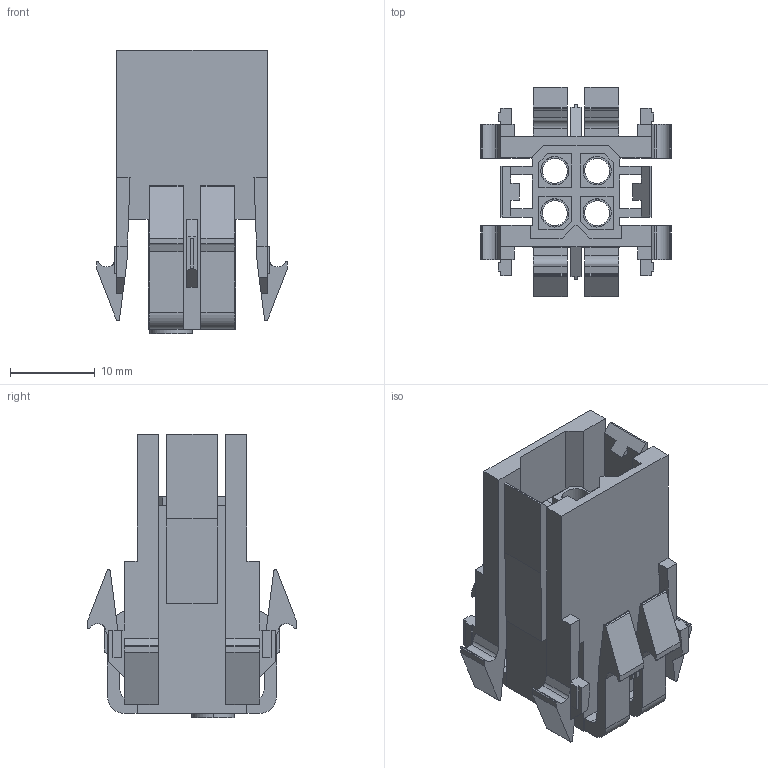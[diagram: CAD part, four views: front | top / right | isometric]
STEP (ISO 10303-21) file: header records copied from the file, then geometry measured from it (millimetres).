
FILE_DESCRIPTION(('CATIA V5 STEP Exchange','CAx-IF Rec.Pracs.--- Model Styling and Organization---1.2---2011-12-15'),'2;1');
FILE_NAME ('D1451775_0', '2018-09-20T17:59:35+00:00', ('none'), ('Weidmueller'), 'CATIA Version 5-6 Release 2014', 'CATIA V5 STEP AP214', 'none');
FILE_SCHEMA(('AUTOMOTIVE_DESIGN { 1 0 10303 214 1 1 1 1 }'));
Length unit declared in the file: millimetre
Products named in the file (1): 1413100000
Bounding box: 22.6 x 24.8 x 33.5 mm (x, y, z)
Volume: 4517.3 mm3; surface area: 6085.6 mm2
Topology: 1 solids, 1 shells, 313 faces, 888 edges, 592 vertices
Faces by surface type: plane 219, cylinder 94
Entity records: 9203 total; most frequent: ORIENTED_EDGE 1776, CARTESIAN_POINT 1637, DIRECTION 1200, EDGE_CURVE 888, VECTOR 700, LINE 700, VERTEX_POINT 592, AXIS2_PLACEMENT_3D 345
